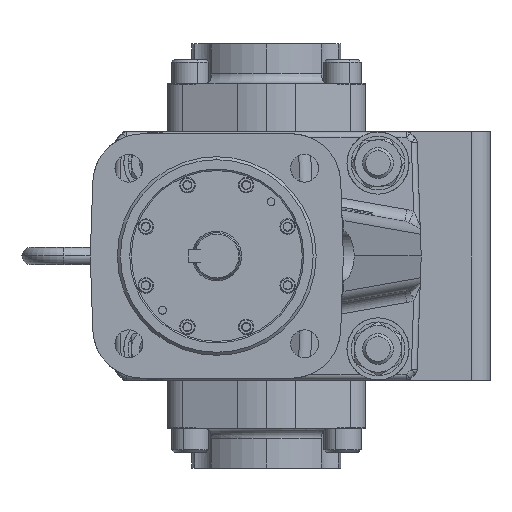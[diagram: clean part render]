
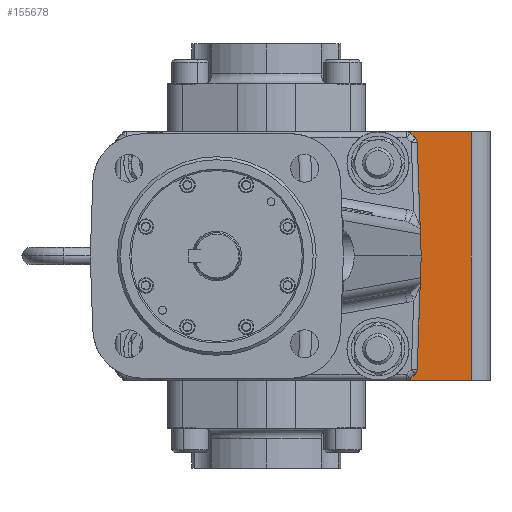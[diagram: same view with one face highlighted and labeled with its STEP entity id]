
A CAD part, left-side view. The second image highlights one B-rep face of the part: STEP entity #155678.
In plain terms, the highlighted planar face has unit normal (-1, 0, 0).
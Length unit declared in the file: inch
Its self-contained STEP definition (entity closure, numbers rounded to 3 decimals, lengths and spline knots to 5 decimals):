
#2415 = DIRECTION ( 'NONE',  ( 0., -0.707, -0.707 ) ) ;
#5165 = CARTESIAN_POINT ( 'NONE',  ( 13.9085, -5.12, 2.5 ) ) ;
#8969 = ORIENTED_EDGE ( 'NONE', *, *, #12442, .T. ) ;
#12442 = EDGE_CURVE ( 'Defeatured_0_145+Defeatured_0_20+Defeatured_0_2020+Defeatured_0_153', #159828, #71713, #109105, .T. ) ;
#13546 = DIRECTION ( 'NONE',  ( 1., 0., 0. ) ) ;
#14599 = ORIENTED_EDGE ( 'NONE', *, *, #81128, .T. ) ;
#19732 = CARTESIAN_POINT ( 'NONE',  ( 13.9085, -5.12, 2.5 ) ) ;
#33944 = VECTOR ( 'NONE', #46598, 39.37008 ) ;
#36208 = EDGE_CURVE ( 'Defeatured_0_145+Defeatured_0_2020+Defeatured_0_21+Defeatured_0_20', #51765, #159828, #64336, .T. ) ;
#40637 = LINE ( 'NONE', #5165, #66541 ) ;
#42092 = CARTESIAN_POINT ( 'NONE',  ( 13.9085, -4., 2.38 ) ) ;
#46592 = CARTESIAN_POINT ( 'NONE',  ( 13.9085, -4., 2.38 ) ) ;
#46598 = DIRECTION ( 'NONE',  ( 0., 0., -1. ) ) ;
#47253 = EDGE_CURVE ( 'Defeatured_0_145+Defeatured_0_1916+Defeatured_0_22+Defeatured_0_21', #145175, #105592, #70544, .T. ) ;
#51765 = VERTEX_POINT ( 'NONE', #130241 ) ;
#52661 = DIRECTION ( 'NONE',  ( 0., 0., -1. ) ) ;
#54483 = VECTOR ( 'NONE', #58127, 39.37008 ) ;
#58127 = DIRECTION ( 'NONE',  ( 0., 0.707, -0.707 ) ) ;
#62596 = CARTESIAN_POINT ( 'NONE',  ( 13.9085, -3.88, -2.5 ) ) ;
#64336 = LINE ( 'NONE', #120486, #54483 ) ;
#66541 = VECTOR ( 'NONE', #158578, 39.37008 ) ;
#68687 = EDGE_CURVE ( 'Defeatured_0_22+Defeatured_0_145+Defeatured_0_1+Defeatured_0_153', #145175, #116262, #91178, .T. ) ;
#69795 = DIRECTION ( 'NONE',  ( 0., -1., 0. ) ) ;
#70544 = LINE ( 'NONE', #42092, #130427 ) ;
#71459 = CARTESIAN_POINT ( 'NONE',  ( 13.9085, -5.5, 2.5 ) ) ;
#71713 = VERTEX_POINT ( 'NONE', #82140 ) ;
#75255 = VECTOR ( 'NONE', #122157, 39.37008 ) ;
#79478 = ORIENTED_EDGE ( 'NONE', *, *, #47253, .T. ) ;
#81128 = EDGE_CURVE ( 'Defeatured_0_145+Defeatured_0_153+Defeatured_0_20+Defeatured_0_22', #71713, #116262, #40637, .T. ) ;
#81195 = CARTESIAN_POINT ( 'NONE',  ( 13.9085, -4., -2.54 ) ) ;
#82140 = CARTESIAN_POINT ( 'NONE',  ( 13.9085, -5.12, -2.5 ) ) ;
#89359 = PLANE ( 'NONE',  #109141 ) ;
#91178 = LINE ( 'NONE', #71459, #75255 ) ;
#97077 = ORIENTED_EDGE ( 'NONE', *, *, #68687, .F. ) ;
#99667 = ORIENTED_EDGE ( 'NONE', *, *, #118400, .T. ) ;
#101692 = LINE ( 'NONE', #81195, #33944 ) ;
#105592 = VERTEX_POINT ( 'NONE', #46592 ) ;
#107241 = VECTOR ( 'NONE', #69795, 39.37008 ) ;
#109105 = LINE ( 'NONE', #144756, #107241 ) ;
#109141 = AXIS2_PLACEMENT_3D ( 'NONE', #163013, #13546, #52661 ) ;
#116262 = VERTEX_POINT ( 'NONE', #19732 ) ;
#118111 = CARTESIAN_POINT ( 'NONE',  ( 13.9085, -3.88, 2.5 ) ) ;
#118400 = EDGE_CURVE ( 'Defeatured_0_145+Defeatured_0_21+Defeatured_0_1916+Defeatured_0_2020', #105592, #51765, #101692, .T. ) ;
#120470 = ORIENTED_EDGE ( 'NONE', *, *, #36208, .T. ) ;
#120486 = CARTESIAN_POINT ( 'NONE',  ( 13.9085, -4., -2.38 ) ) ;
#122157 = DIRECTION ( 'NONE',  ( 0., -1., 0. ) ) ;
#130241 = CARTESIAN_POINT ( 'NONE',  ( 13.9085, -4., -2.38 ) ) ;
#130427 = VECTOR ( 'NONE', #2415, 39.37008 ) ;
#137269 = FACE_OUTER_BOUND ( 'NONE', #138553, .T. ) ;
#138553 = EDGE_LOOP ( 'NONE', ( #99667, #120470, #8969, #14599, #97077, #79478 ) ) ;
#144756 = CARTESIAN_POINT ( 'NONE',  ( 13.9085, -5.5, -2.5 ) ) ;
#145175 = VERTEX_POINT ( 'NONE', #118111 ) ;
#155678 = ADVANCED_FACE ( 'Defeatured_0_145', ( #137269 ), #89359, .F. ) ;
#158578 = DIRECTION ( 'NONE',  ( 0., 0., 1. ) ) ;
#159828 = VERTEX_POINT ( 'NONE', #62596 ) ;
#163013 = CARTESIAN_POINT ( 'NONE',  ( 13.9085, -5.5, 2.5 ) ) ;
